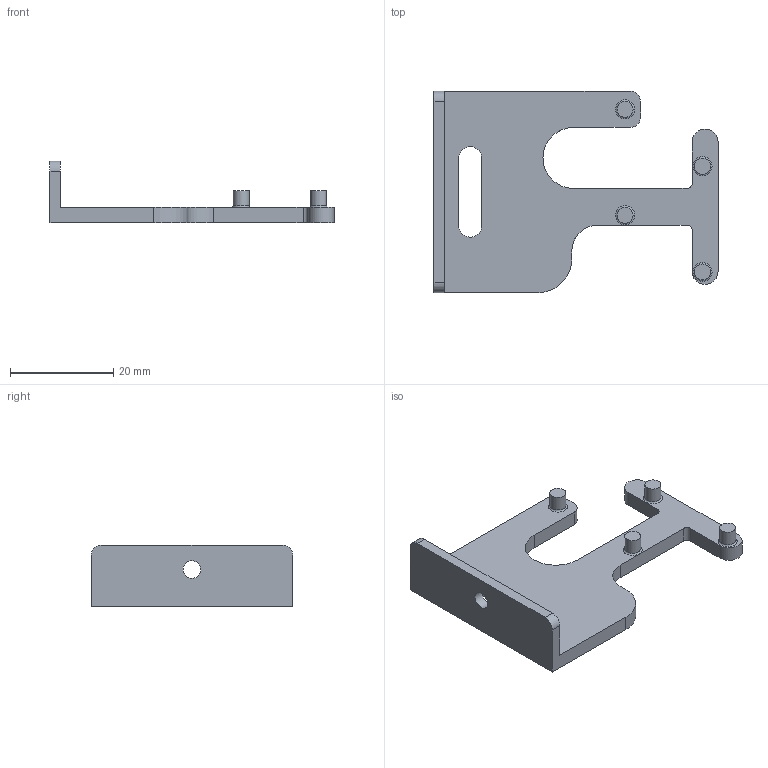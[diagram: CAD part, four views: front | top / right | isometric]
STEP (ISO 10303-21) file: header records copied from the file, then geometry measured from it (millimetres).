
FILE_DESCRIPTION(('FreeCAD Model'),'2;1');
FILE_NAME('renacuajo-snifferV3.step','2015-05-19T17:20:19',('Author'),(''), 'Open CASCADE STEP processor 6.7','FreeCAD','Unknown');
FILE_SCHEMA(('AUTOMOTIVE_DESIGN_CC2 { 1 2 10303 214 -1 1 5 4 }'));
Length unit declared in the file: millimetre
Products named in the file (1): sniffer
Bounding box: 55 x 39 x 12 mm (x, y, z)
Volume: 4721.8 mm3; surface area: 4369.5 mm2
Topology: 1 solids, 1 shells, 43 faces, 111 edges, 74 vertices
Faces by surface type: plane 21, cylinder 18, torus 4
Full cylindrical faces by diameter (mm): 3.1 x4, 3.4 x1
Entity records: 2886 total; most frequent: CARTESIAN_POINT 663, DIRECTION 418, LINE 239, VECTOR 239, ORIENTED_EDGE 222, PCURVE 222, DEFINITIONAL_REPRESENTATION 222, EDGE_CURVE 111
